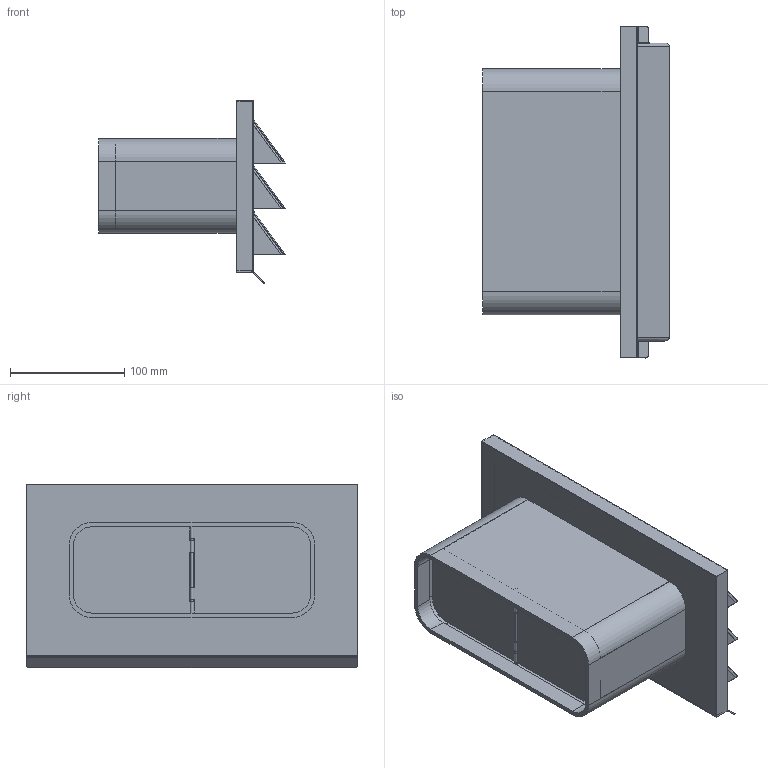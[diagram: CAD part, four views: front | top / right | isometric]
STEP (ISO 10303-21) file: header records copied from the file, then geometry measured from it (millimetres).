
FILE_DESCRIPTION(('STEP AP214'),'1');
FILE_NAME('4022038_V E-Jal flow 150.STP','2023-06-05T08:45:32',(' '),(' '),'Spatial InterOp 3D',' ',' ');
FILE_SCHEMA(('AUTOMOTIVE_DESIGN { 1 0 10303 214 1 1 1 1 }'));
Length unit declared in the file: millimetre
Products named in the file (1): Quader
Bounding box: 163 x 290 x 160.57 mm (x, y, z)
Volume: 181481.5 mm3; surface area: 383647.1 mm2
Topology: 1 solids, 1 shells, 166 faces, 445 edges, 286 vertices
Faces by surface type: plane 84, cylinder 82
Entity records: 5234 total; most frequent: DIRECTION 931, CARTESIAN_POINT 898, ORIENTED_EDGE 890, EDGE_CURVE 445, AXIS2_PLACEMENT_3D 319, LINE 293, VECTOR 293, VERTEX_POINT 286
